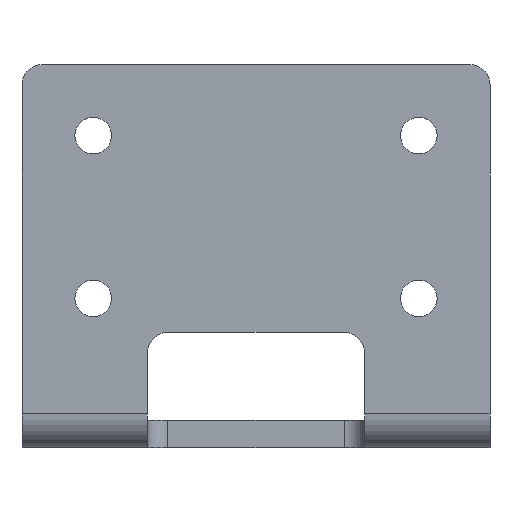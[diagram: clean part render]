
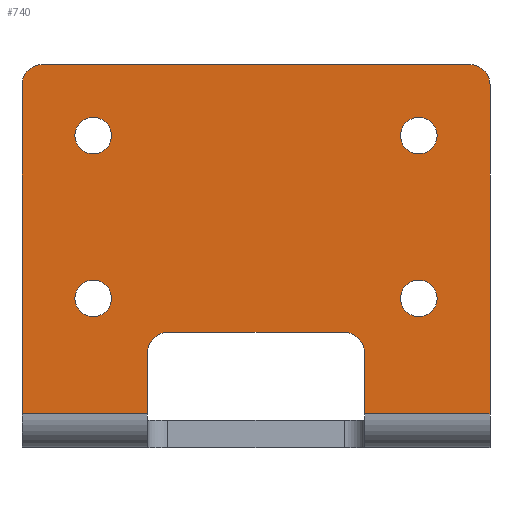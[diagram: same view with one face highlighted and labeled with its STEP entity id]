
A CAD part, front view. The second image highlights one B-rep face of the part: STEP entity #740.
In plain terms, the highlighted planar face has unit normal (0, -1, 0).
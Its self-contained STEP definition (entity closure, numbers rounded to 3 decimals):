
#15=PLANE('',#799);
#32=LINE('',#1143,#84);
#35=LINE('',#1149,#87);
#36=LINE('',#1151,#88);
#37=LINE('',#1153,#89);
#38=LINE('',#1157,#90);
#39=LINE('',#1161,#91);
#40=LINE('',#1163,#92);
#41=LINE('',#1165,#93);
#84=VECTOR('',#915,31.5);
#87=VECTOR('',#920,24.25);
#88=VECTOR('',#921,9.25);
#89=VECTOR('',#922,4.5);
#90=VECTOR('',#925,13.);
#91=VECTOR('',#928,4.5);
#92=VECTOR('',#929,9.25);
#93=VECTOR('',#930,24.25);
#144=FACE_BOUND('',#229,.T.);
#145=FACE_BOUND('',#230,.T.);
#146=FACE_BOUND('',#231,.T.);
#147=FACE_BOUND('',#232,.T.);
#183=FACE_OUTER_BOUND('',#228,.T.);
#228=EDGE_LOOP('',(#530,#531,#532,#533,#534,#535,#536,#537,#538,#539,#540,
#541));
#229=EDGE_LOOP('',(#542));
#230=EDGE_LOOP('',(#543));
#231=EDGE_LOOP('',(#544));
#232=EDGE_LOOP('',(#545));
#303=CIRCLE('',#797,1.5);
#304=CIRCLE('',#800,1.5);
#305=CIRCLE('',#801,1.5);
#306=CIRCLE('',#802,1.5);
#307=CIRCLE('',#803,1.35);
#308=CIRCLE('',#804,1.35);
#309=CIRCLE('',#805,1.35);
#310=CIRCLE('',#806,1.35);
#352=VERTEX_POINT('',#1136);
#353=VERTEX_POINT('',#1138);
#354=VERTEX_POINT('',#1142);
#356=VERTEX_POINT('',#1148);
#357=VERTEX_POINT('',#1150);
#358=VERTEX_POINT('',#1152);
#359=VERTEX_POINT('',#1154);
#360=VERTEX_POINT('',#1156);
#361=VERTEX_POINT('',#1158);
#362=VERTEX_POINT('',#1160);
#363=VERTEX_POINT('',#1162);
#364=VERTEX_POINT('',#1164);
#365=VERTEX_POINT('',#1167);
#366=VERTEX_POINT('',#1169);
#367=VERTEX_POINT('',#1171);
#368=VERTEX_POINT('',#1173);
#424=EDGE_CURVE('',#352,#353,#303,.T.);
#426=EDGE_CURVE('',#354,#353,#32,.T.);
#429=EDGE_CURVE('',#352,#356,#35,.T.);
#430=EDGE_CURVE('',#356,#357,#36,.T.);
#431=EDGE_CURVE('',#357,#358,#37,.T.);
#432=EDGE_CURVE('',#359,#358,#304,.T.);
#433=EDGE_CURVE('',#359,#360,#38,.T.);
#434=EDGE_CURVE('',#361,#360,#305,.T.);
#435=EDGE_CURVE('',#361,#362,#39,.T.);
#436=EDGE_CURVE('',#362,#363,#40,.T.);
#437=EDGE_CURVE('',#363,#364,#41,.T.);
#438=EDGE_CURVE('',#354,#364,#306,.T.);
#439=EDGE_CURVE('',#365,#365,#307,.T.);
#440=EDGE_CURVE('',#366,#366,#308,.T.);
#441=EDGE_CURVE('',#367,#367,#309,.T.);
#442=EDGE_CURVE('',#368,#368,#310,.T.);
#530=ORIENTED_EDGE('',*,*,#424,.F.);
#531=ORIENTED_EDGE('',*,*,#429,.T.);
#532=ORIENTED_EDGE('',*,*,#430,.T.);
#533=ORIENTED_EDGE('',*,*,#431,.T.);
#534=ORIENTED_EDGE('',*,*,#432,.F.);
#535=ORIENTED_EDGE('',*,*,#433,.T.);
#536=ORIENTED_EDGE('',*,*,#434,.F.);
#537=ORIENTED_EDGE('',*,*,#435,.T.);
#538=ORIENTED_EDGE('',*,*,#436,.T.);
#539=ORIENTED_EDGE('',*,*,#437,.T.);
#540=ORIENTED_EDGE('',*,*,#438,.F.);
#541=ORIENTED_EDGE('',*,*,#426,.T.);
#542=ORIENTED_EDGE('',*,*,#439,.T.);
#543=ORIENTED_EDGE('',*,*,#440,.T.);
#544=ORIENTED_EDGE('',*,*,#441,.T.);
#545=ORIENTED_EDGE('',*,*,#442,.T.);
#740=ADVANCED_FACE('',(#183,#144,#145,#146,#147),#15,.F.);
#797=AXIS2_PLACEMENT_3D('',#1139,#910,#911);
#799=AXIS2_PLACEMENT_3D('',#1147,#918,#919);
#800=AXIS2_PLACEMENT_3D('',#1155,#923,#924);
#801=AXIS2_PLACEMENT_3D('',#1159,#926,#927);
#802=AXIS2_PLACEMENT_3D('',#1166,#931,#932);
#803=AXIS2_PLACEMENT_3D('',#1168,#933,#934);
#804=AXIS2_PLACEMENT_3D('',#1170,#935,#936);
#805=AXIS2_PLACEMENT_3D('',#1172,#937,#938);
#806=AXIS2_PLACEMENT_3D('',#1174,#939,#940);
#910=DIRECTION('center_axis',(0.,1.,0.));
#911=DIRECTION('ref_axis',(-0.707,0.,0.707));
#915=DIRECTION('',(-1.,0.,0.));
#918=DIRECTION('center_axis',(0.,1.,0.));
#919=DIRECTION('ref_axis',(0.,0.,1.));
#920=DIRECTION('',(0.,0.,-1.));
#921=DIRECTION('',(1.,0.,0.));
#922=DIRECTION('',(0.,0.,1.));
#923=DIRECTION('center_axis',(0.,-1.,0.));
#924=DIRECTION('ref_axis',(-0.707,0.,0.707));
#925=DIRECTION('',(1.,0.,0.));
#926=DIRECTION('center_axis',(0.,-1.,0.));
#927=DIRECTION('ref_axis',(0.707,0.,0.707));
#928=DIRECTION('',(0.,0.,-1.));
#929=DIRECTION('',(1.,0.,0.));
#930=DIRECTION('',(0.,0.,1.));
#931=DIRECTION('center_axis',(0.,1.,0.));
#932=DIRECTION('ref_axis',(0.707,0.,0.707));
#933=DIRECTION('center_axis',(0.,1.,0.));
#934=DIRECTION('ref_axis',(1.,0.,0.));
#935=DIRECTION('center_axis',(0.,1.,0.));
#936=DIRECTION('ref_axis',(1.,0.,0.));
#937=DIRECTION('center_axis',(0.,1.,0.));
#938=DIRECTION('ref_axis',(1.,0.,0.));
#939=DIRECTION('center_axis',(0.,1.,0.));
#940=DIRECTION('ref_axis',(1.,0.,0.));
#1136=CARTESIAN_POINT('',(0.,0.,26.75));
#1138=CARTESIAN_POINT('',(1.5,0.,28.25));
#1139=CARTESIAN_POINT('Origin',(1.5,0.,26.75));
#1142=CARTESIAN_POINT('',(33.,0.,28.25));
#1143=CARTESIAN_POINT('',(34.5,0.,28.25));
#1147=CARTESIAN_POINT('Origin',(17.25,0.,14.125));
#1148=CARTESIAN_POINT('',(0.,0.,
2.5));
#1149=CARTESIAN_POINT('',(0.,0.,28.25));
#1150=CARTESIAN_POINT('',(9.25,0.,2.5));
#1151=CARTESIAN_POINT('',(8.625,0.,2.5));
#1152=CARTESIAN_POINT('',(9.25,0.,7.));
#1153=CARTESIAN_POINT('',(9.25,0.,11.313));
#1154=CARTESIAN_POINT('',(10.75,0.,8.5));
#1155=CARTESIAN_POINT('Origin',(10.75,0.,7.));
#1156=CARTESIAN_POINT('',(23.75,0.,8.5));
#1157=CARTESIAN_POINT('',(14.75,0.,8.5));
#1158=CARTESIAN_POINT('',(25.25,0.,7.));
#1159=CARTESIAN_POINT('Origin',(23.75,0.,7.));
#1160=CARTESIAN_POINT('',(25.25,0.,2.5));
#1161=CARTESIAN_POINT('',(25.25,0.,11.313));
#1162=CARTESIAN_POINT('',(34.5,0.,2.5));
#1163=CARTESIAN_POINT('',(8.625,0.,2.5));
#1164=CARTESIAN_POINT('',(34.5,0.,26.75));
#1165=CARTESIAN_POINT('',(34.5,0.,0.));
#1166=CARTESIAN_POINT('Origin',(33.,0.,26.75));
#1167=CARTESIAN_POINT('',(27.9,0.,23.));
#1168=CARTESIAN_POINT('Origin',(29.25,0.,23.));
#1169=CARTESIAN_POINT('',(27.9,0.,11.));
#1170=CARTESIAN_POINT('Origin',(29.25,0.,11.));
#1171=CARTESIAN_POINT('',(3.9,0.,11.));
#1172=CARTESIAN_POINT('Origin',(5.25,0.,11.));
#1173=CARTESIAN_POINT('',(3.9,0.,23.));
#1174=CARTESIAN_POINT('Origin',(5.25,0.,23.));
